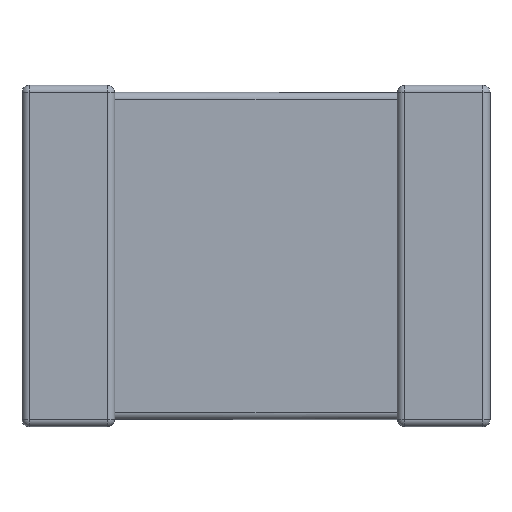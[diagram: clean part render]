
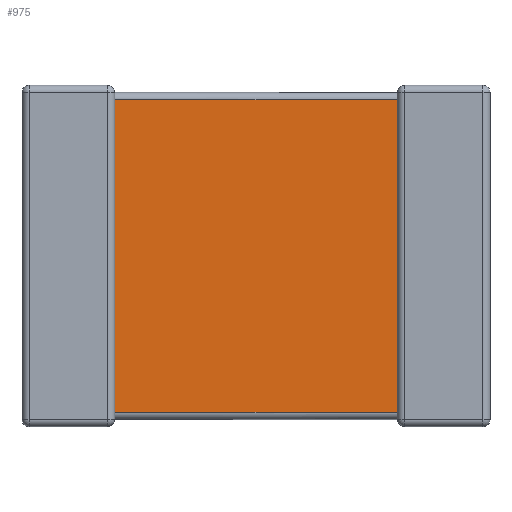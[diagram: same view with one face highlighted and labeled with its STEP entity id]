
A CAD part, front view. The second image highlights one B-rep face of the part: STEP entity #975.
In plain terms, the highlighted planar face has unit normal (0, -1, 0).
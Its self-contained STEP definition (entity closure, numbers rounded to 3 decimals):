
#13 = CARTESIAN_POINT ( 'NONE',  ( 3.85, 0.073, -0.146 ) ) ;
#38 = VERTEX_POINT ( 'NONE', #2886 ) ;
#68 = EDGE_CURVE ( 'NONE', #3353, #38, #2135, .T. ) ;
#131 = DIRECTION ( 'NONE',  ( 0., 0., 1. ) ) ;
#260 = EDGE_CURVE ( 'NONE', #3353, #1285, #3195, .T. ) ;
#365 = VECTOR ( 'NONE', #4118, 1000. ) ;
#637 = VERTEX_POINT ( 'NONE', #13 ) ;
#707 = ORIENTED_EDGE ( 'NONE', *, *, #1139, .T. ) ;
#975 = ADVANCED_FACE ( 'NONE', ( #4101 ), #997, .T. ) ;
#997 = PLANE ( 'NONE',  #1073 ) ;
#1021 = VECTOR ( 'NONE', #1842, 1000. ) ;
#1073 = AXIS2_PLACEMENT_3D ( 'NONE', #1732, #2447, #2106 ) ;
#1139 = EDGE_CURVE ( 'NONE', #1285, #637, #3167, .T. ) ;
#1285 = VERTEX_POINT ( 'NONE', #1992 ) ;
#1338 = DIRECTION ( 'NONE',  ( 1., 0., 0. ) ) ;
#1732 = CARTESIAN_POINT ( 'NONE',  ( 0.95, 0.073, -3.5 ) ) ;
#1842 = DIRECTION ( 'NONE',  ( 0., 0., 1. ) ) ;
#1992 = CARTESIAN_POINT ( 'NONE',  ( 3.85, 0.073, -3.354 ) ) ;
#1999 = CARTESIAN_POINT ( 'NONE',  ( 0.95, 0.073, -3.354 ) ) ;
#2106 = DIRECTION ( 'NONE',  ( 0., 0., -1. ) ) ;
#2135 = LINE ( 'NONE', #3317, #2867 ) ;
#2447 = DIRECTION ( 'NONE',  ( 0., -1., 0. ) ) ;
#2867 = VECTOR ( 'NONE', #131, 1000. ) ;
#2886 = CARTESIAN_POINT ( 'NONE',  ( 0.95, 0.073, -0.146 ) ) ;
#2905 = LINE ( 'NONE', #3405, #365 ) ;
#3167 = LINE ( 'NONE', #3283, #1021 ) ;
#3195 = LINE ( 'NONE', #4136, #4489 ) ;
#3265 = EDGE_CURVE ( 'NONE', #637, #38, #2905, .T. ) ;
#3283 = CARTESIAN_POINT ( 'NONE',  ( 3.85, 0.073, -3.5 ) ) ;
#3317 = CARTESIAN_POINT ( 'NONE',  ( 0.95, 0.073, -3.5 ) ) ;
#3353 = VERTEX_POINT ( 'NONE', #1999 ) ;
#3405 = CARTESIAN_POINT ( 'NONE',  ( 0.95, 0.073, -0.146 ) ) ;
#3832 = ORIENTED_EDGE ( 'NONE', *, *, #3265, .T. ) ;
#4101 = FACE_OUTER_BOUND ( 'NONE', #4250, .T. ) ;
#4118 = DIRECTION ( 'NONE',  ( -1., 0., 0. ) ) ;
#4136 = CARTESIAN_POINT ( 'NONE',  ( 3.85, 0.073, -3.354 ) ) ;
#4166 = ORIENTED_EDGE ( 'NONE', *, *, #68, .F. ) ;
#4250 = EDGE_LOOP ( 'NONE', ( #4166, #4555, #707, #3832 ) ) ;
#4489 = VECTOR ( 'NONE', #1338, 1000. ) ;
#4555 = ORIENTED_EDGE ( 'NONE', *, *, #260, .T. ) ;
